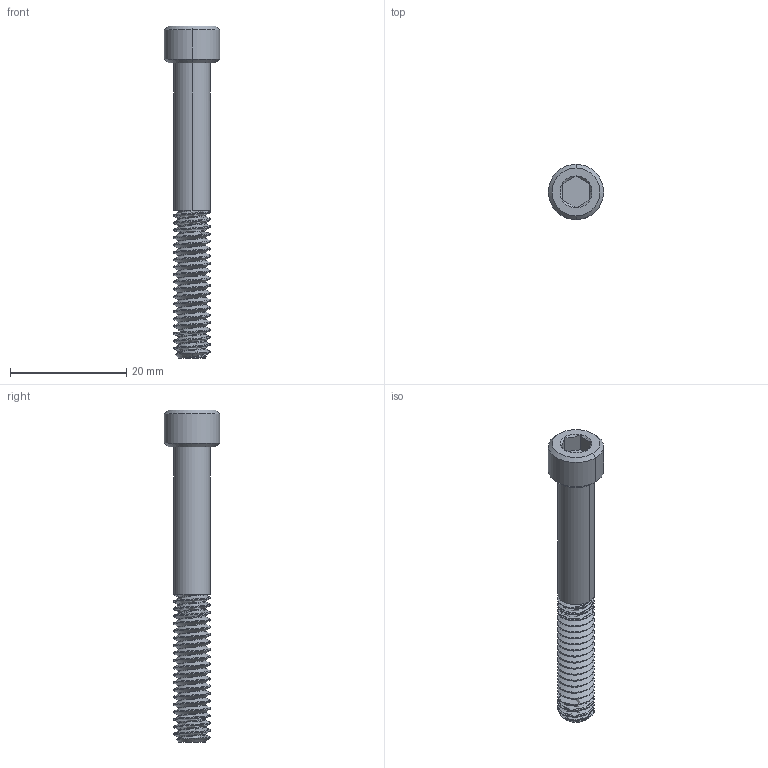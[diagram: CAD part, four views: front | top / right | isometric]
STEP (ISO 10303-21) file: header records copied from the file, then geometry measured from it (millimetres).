
FILE_DESCRIPTION (( 'STEP AP203' ), '1' );
FILE_NAME ('91251A550_Black-Oxide Alloy Steel Socket Head Screw.STEP', '2021-09-09T18:32:16', ( 'Administrator' ), ( 'Managed by Terraform' ), 'SwSTEP 2.0', 'SolidWorks 2017', '' );
FILE_SCHEMA (( 'CONFIG_CONTROL_DESIGN' ));
Length unit declared in the file: inch
Products named in the file (1): 91251A550_Black-Oxide Alloy Steel Socket Head Screw
Bounding box: 9.53 x 9.53 x 57.15 mm (x, y, z)
Volume: 1792.3 mm3; surface area: 1626.4 mm2
Topology: 1 solids, 1 shells, 70 faces, 181 edges, 115 vertices
Faces by surface type: cylinder 42, cone 14, plane 11, bspline 3
Entity records: 7272 total; most frequent: CARTESIAN_POINT 5755, ORIENTED_EDGE 362, DIRECTION 242, EDGE_CURVE 181, VERTEX_POINT 115, AXIS2_PLACEMENT_3D 90, EDGE_LOOP 72, FACE_OUTER_BOUND 70
